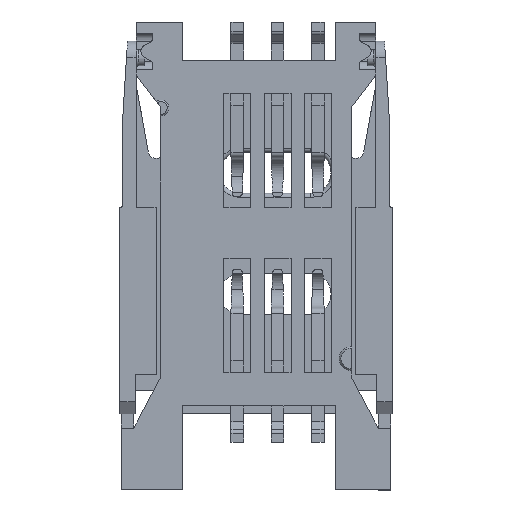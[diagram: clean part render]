
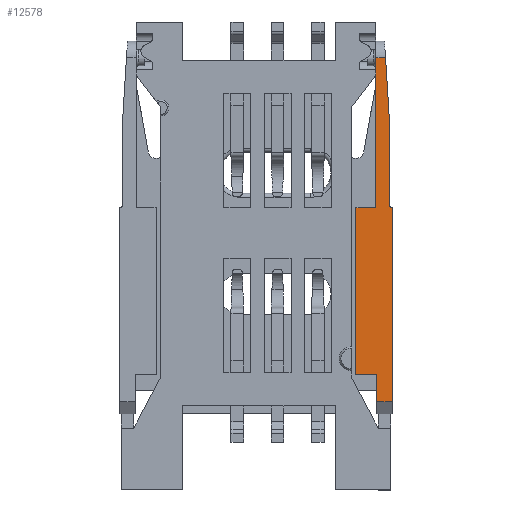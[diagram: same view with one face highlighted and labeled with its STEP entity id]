
A CAD part, top view. The second image highlights one B-rep face of the part: STEP entity #12578.
In plain terms, the highlighted planar face has unit normal (0, 0, 1).
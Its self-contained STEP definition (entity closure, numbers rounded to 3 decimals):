
#47 = VECTOR ( 'NONE', #13221, 1000. ) ;
#309 = LINE ( 'NONE', #18792, #14345 ) ;
#323 = VERTEX_POINT ( 'NONE', #11836 ) ;
#378 = EDGE_CURVE ( 'NONE', #21020, #12204, #20268, .T. ) ;
#496 = ORIENTED_EDGE ( 'NONE', *, *, #20874, .F. ) ;
#797 = CARTESIAN_POINT ( 'NONE',  ( 8.6, -11., 1.125 ) ) ;
#1358 = EDGE_CURVE ( 'NONE', #18519, #24401, #22516, .T. ) ;
#1577 = CARTESIAN_POINT ( 'NONE',  ( 6.3, -9.25, 1.125 ) ) ;
#1638 = DIRECTION ( 'NONE',  ( 0., -1., 0. ) ) ;
#1770 = EDGE_CURVE ( 'NONE', #16263, #21020, #11122, .T. ) ;
#2018 = LINE ( 'NONE', #10861, #16351 ) ;
#2149 = EDGE_CURVE ( 'NONE', #323, #12204, #15292, .T. ) ;
#3681 = EDGE_CURVE ( 'NONE', #323, #18709, #5080, .T. ) ;
#3772 = ORIENTED_EDGE ( 'NONE', *, *, #19166, .F. ) ;
#4093 = ORIENTED_EDGE ( 'NONE', *, *, #1770, .T. ) ;
#4175 = EDGE_CURVE ( 'NONE', #24401, #16263, #14892, .T. ) ;
#4516 = LINE ( 'NONE', #1577, #47 ) ;
#4652 = CARTESIAN_POINT ( 'NONE',  ( 7.6, -9.25, 1.125 ) ) ;
#4808 = LINE ( 'NONE', #4652, #23591 ) ;
#4988 = DIRECTION ( 'NONE',  ( 0., 0., -1. ) ) ;
#5038 = VECTOR ( 'NONE', #13847, 1000. ) ;
#5080 = LINE ( 'NONE', #9448, #19697 ) ;
#5160 = DIRECTION ( 'NONE',  ( 1., 0., 0. ) ) ;
#5361 = AXIS2_PLACEMENT_3D ( 'NONE', #12557, #18195, #20086 ) ;
#6346 = EDGE_CURVE ( 'NONE', #18346, #18519, #2018, .T. ) ;
#6938 = EDGE_LOOP ( 'NONE', ( #8595, #16097, #13526, #4093, #7852, #20701, #10952, #19570, #3772, #496, #13995 ) ) ;
#7852 = ORIENTED_EDGE ( 'NONE', *, *, #378, .T. ) ;
#8574 = PLANE ( 'NONE',  #5361 ) ;
#8595 = ORIENTED_EDGE ( 'NONE', *, *, #6346, .T. ) ;
#8828 = VERTEX_POINT ( 'NONE', #22657 ) ;
#9075 = DIRECTION ( 'NONE',  ( 0., 1., 0. ) ) ;
#9343 = DIRECTION ( 'NONE',  ( 1., 0., 0. ) ) ;
#9424 = CARTESIAN_POINT ( 'NONE',  ( 6.3, 1.25, 1.125 ) ) ;
#9448 = CARTESIAN_POINT ( 'NONE',  ( 7.55, 11.75, 1.125 ) ) ;
#9929 = VECTOR ( 'NONE', #14596, 1000. ) ;
#10025 = EDGE_CURVE ( 'NONE', #18346, #8828, #4808, .T. ) ;
#10671 = CARTESIAN_POINT ( 'NONE',  ( 8.4, 1.45, 1.125 ) ) ;
#10861 = CARTESIAN_POINT ( 'NONE',  ( -8.6, -11., 1.125 ) ) ;
#10952 = ORIENTED_EDGE ( 'NONE', *, *, #3681, .T. ) ;
#11122 = LINE ( 'NONE', #12500, #9929 ) ;
#11540 = CARTESIAN_POINT ( 'NONE',  ( 6.6, 10.694, 1.125 ) ) ;
#11665 = CARTESIAN_POINT ( 'NONE',  ( 8.6, 11.75, 1.125 ) ) ;
#11836 = CARTESIAN_POINT ( 'NONE',  ( 7.55, 10.694, 1.125 ) ) ;
#12204 = VERTEX_POINT ( 'NONE', #20764 ) ;
#12500 = CARTESIAN_POINT ( 'NONE',  ( 8.4, 6.9, 1.125 ) ) ;
#12557 = CARTESIAN_POINT ( 'NONE',  ( 0., 0., 1.125 ) ) ;
#12578 = ADVANCED_FACE ( 'NONE', ( #12979 ), #8574, .T. ) ;
#12979 = FACE_OUTER_BOUND ( 'NONE', #6938, .T. ) ;
#13176 = CARTESIAN_POINT ( 'NONE',  ( 7.55, 1.25, 1.125 ) ) ;
#13221 = DIRECTION ( 'NONE',  ( -1., 0., 0. ) ) ;
#13345 = DIRECTION ( 'NONE',  ( 0., 1., 0. ) ) ;
#13526 = ORIENTED_EDGE ( 'NONE', *, *, #4175, .T. ) ;
#13730 = DIRECTION ( 'NONE',  ( 1., 0., 0. ) ) ;
#13847 = DIRECTION ( 'NONE',  ( -0.062, 0.998, 0. ) ) ;
#13995 = ORIENTED_EDGE ( 'NONE', *, *, #10025, .F. ) ;
#14109 = VECTOR ( 'NONE', #13730, 1000. ) ;
#14345 = VECTOR ( 'NONE', #9075, 1000. ) ;
#14596 = DIRECTION ( 'NONE',  ( 0., 1., 0. ) ) ;
#14892 = CIRCLE ( 'NONE', #23524, 0.2 ) ;
#15292 = LINE ( 'NONE', #11540, #14109 ) ;
#15759 = VERTEX_POINT ( 'NONE', #16649 ) ;
#16097 = ORIENTED_EDGE ( 'NONE', *, *, #1358, .T. ) ;
#16251 = VECTOR ( 'NONE', #9343, 1000. ) ;
#16263 = VERTEX_POINT ( 'NONE', #10671 ) ;
#16351 = VECTOR ( 'NONE', #20221, 1000. ) ;
#16649 = CARTESIAN_POINT ( 'NONE',  ( 6.3, -9.25, 1.125 ) ) ;
#17700 = VERTEX_POINT ( 'NONE', #9424 ) ;
#18072 = VECTOR ( 'NONE', #13345, 1000. ) ;
#18195 = DIRECTION ( 'NONE',  ( 0., 0., 1. ) ) ;
#18346 = VERTEX_POINT ( 'NONE', #19553 ) ;
#18349 = DIRECTION ( 'NONE',  ( 0., 1., 0. ) ) ;
#18519 = VERTEX_POINT ( 'NONE', #797 ) ;
#18709 = VERTEX_POINT ( 'NONE', #20937 ) ;
#18792 = CARTESIAN_POINT ( 'NONE',  ( 6.3, 1.25, 1.125 ) ) ;
#19166 = EDGE_CURVE ( 'NONE', #15759, #17700, #309, .T. ) ;
#19553 = CARTESIAN_POINT ( 'NONE',  ( 7.6, -11., 1.125 ) ) ;
#19570 = ORIENTED_EDGE ( 'NONE', *, *, #23911, .F. ) ;
#19656 = CARTESIAN_POINT ( 'NONE',  ( 8.4, 6.9, 1.125 ) ) ;
#19697 = VECTOR ( 'NONE', #1638, 1000. ) ;
#20086 = DIRECTION ( 'NONE',  ( 1., 0., 0. ) ) ;
#20221 = DIRECTION ( 'NONE',  ( 1., 0., 0. ) ) ;
#20268 = LINE ( 'NONE', #23433, #5038 ) ;
#20586 = CARTESIAN_POINT ( 'NONE',  ( 8.6, 1.45, 1.125 ) ) ;
#20701 = ORIENTED_EDGE ( 'NONE', *, *, #2149, .F. ) ;
#20764 = CARTESIAN_POINT ( 'NONE',  ( 8.165, 10.694, 1.125 ) ) ;
#20874 = EDGE_CURVE ( 'NONE', #8828, #15759, #4516, .T. ) ;
#20937 = CARTESIAN_POINT ( 'NONE',  ( 7.55, 1.25, 1.125 ) ) ;
#21020 = VERTEX_POINT ( 'NONE', #19656 ) ;
#22516 = LINE ( 'NONE', #11665, #18072 ) ;
#22657 = CARTESIAN_POINT ( 'NONE',  ( 7.6, -9.25, 1.125 ) ) ;
#23433 = CARTESIAN_POINT ( 'NONE',  ( 8.1, 11.75, 1.125 ) ) ;
#23524 = AXIS2_PLACEMENT_3D ( 'NONE', #20586, #4988, #5160 ) ;
#23591 = VECTOR ( 'NONE', #18349, 1000. ) ;
#23708 = LINE ( 'NONE', #13176, #16251 ) ;
#23911 = EDGE_CURVE ( 'NONE', #17700, #18709, #23708, .T. ) ;
#24401 = VERTEX_POINT ( 'NONE', #24444 ) ;
#24444 = CARTESIAN_POINT ( 'NONE',  ( 8.6, 1.25, 1.125 ) ) ;
